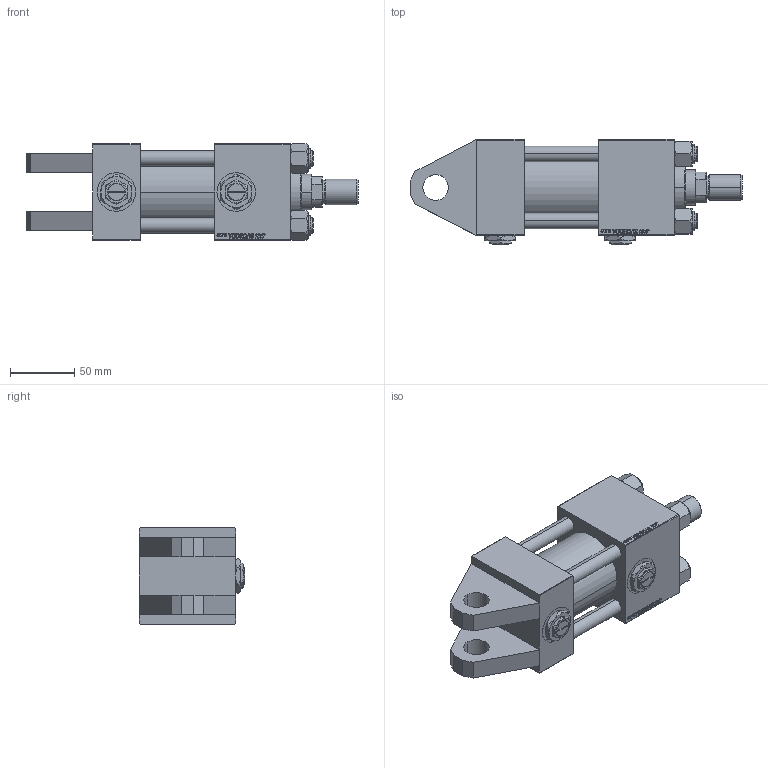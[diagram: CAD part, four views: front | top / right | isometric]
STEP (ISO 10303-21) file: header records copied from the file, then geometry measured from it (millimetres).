
FILE_DESCRIPTION (( 'STEP AP203' ), '1' );
FILE_NAME ('c88e.STEP', '2022-04-16T00:09:37', ( '' ), ( '' ), 'SwSTEP 2.0', 'SolidWorks 2019', '' );
FILE_SCHEMA (( 'CONFIG_CONTROL_DESIGN' ));
Length unit declared in the file: millimetre
Products named in the file (8): V215_VC_A 03ce8a1c8916b647dd3c0cd3adeb4a18; V215CR_TYCINKA_H 03ce8a1c8916b647dd3c0cd3adeb4a18; V215CR_VCP_H 03ce8a1c8916b647dd3c0cd3adeb4a18; c88e; V215CR_H_Body 03ce8a1c8916b647dd3c0cd3adeb4a18; NUT_M5_H 03ce8a1c8916b647dd3c0cd3adeb4a18; ROD_END_AH 03ce8a1c8916b647dd3c0cd3adeb4a18; Zatka_pro_OIL_PORT 03ce8a1c8916b647dd3c0cd3adeb4a18
Assembly tree (14 placements, depth 2):
  c88e
    V215CR_H_Body 03ce8a1c8916b647dd3c0cd3adeb4a18
    V215CR_VCP_H 03ce8a1c8916b647dd3c0cd3adeb4a18
    V215CR_TYCINKA_H 03ce8a1c8916b647dd3c0cd3adeb4a18  x4
    NUT_M5_H 03ce8a1c8916b647dd3c0cd3adeb4a18  x4
    V215_VC_A 03ce8a1c8916b647dd3c0cd3adeb4a18
    ROD_END_AH 03ce8a1c8916b647dd3c0cd3adeb4a18
    Zatka_pro_OIL_PORT 03ce8a1c8916b647dd3c0cd3adeb4a18  x2
Bounding box: 259 x 82 x 75.54 mm (x, y, z)
Volume: 749913.7 mm3; surface area: 173421.5 mm2
Topology: 14 solids, 14 shells, 1251 faces, 3114 edges, 2005 vertices
Faces by surface type: plane 569, bspline 392, cone 178, cylinder 102, torus 10
Entity records: 52438 total; most frequent: CARTESIAN_POINT 27768, ORIENTED_EDGE 5520, DIRECTION 3572, EDGE_CURVE 2760, VERTEX_POINT 1803, LINE 1634, VECTOR 1634, EDGE_LOOP 1225
